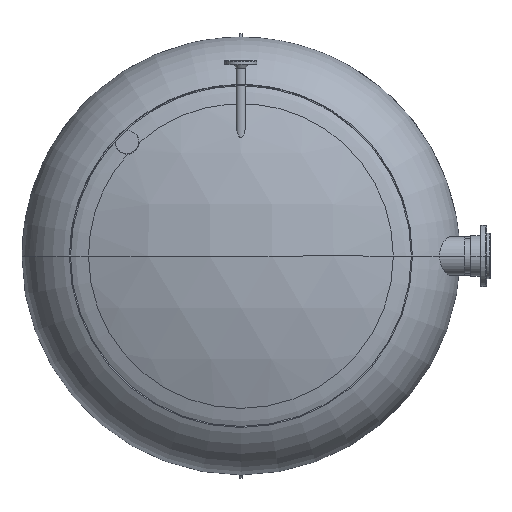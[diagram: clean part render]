
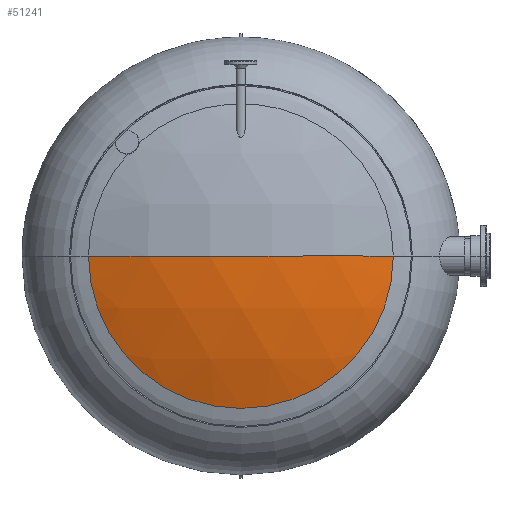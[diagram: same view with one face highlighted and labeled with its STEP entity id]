
A CAD part, front view. The second image highlights one B-rep face of the part: STEP entity #51241.
In plain terms, the highlighted spherical face has radius 2017 mm.
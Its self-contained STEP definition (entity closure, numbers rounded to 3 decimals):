
#1386 = EDGE_LOOP ( 'NONE', ( #34869, #20791 ) ) ;
#12901 = CARTESIAN_POINT ( 'NONE',  ( 1021.992, 129.385, -1021.992 ) ) ;
#13758 = AXIS2_PLACEMENT_3D ( 'NONE', #12901, #49241, #45020 ) ;
#14386 = DIRECTION ( 'NONE',  ( 0., -1., 0. ) ) ;
#20791 = ORIENTED_EDGE ( 'NONE', *, *, #37739, .F. ) ;
#22065 = CARTESIAN_POINT ( 'NONE',  ( 311.218, 129.385, -1021.992 ) ) ;
#23479 = CIRCLE ( 'NONE', #28530, 2017. ) ;
#24745 = DIRECTION ( 'NONE',  ( 1., 0., 0. ) ) ;
#27150 = CARTESIAN_POINT ( 'NONE',  ( 1732.765, 129.385, -1021.992 ) ) ;
#28202 = SPHERICAL_SURFACE ( 'NONE', #37342, 2017. ) ;
#28530 = AXIS2_PLACEMENT_3D ( 'NONE', #42050, #33615, #14386 ) ;
#29741 = CIRCLE ( 'NONE', #13758, 710.774 ) ;
#31320 = VERTEX_POINT ( 'NONE', #22065 ) ;
#32172 = FACE_OUTER_BOUND ( 'NONE', #1386, .T. ) ;
#33615 = DIRECTION ( 'NONE',  ( 0., 0., -1. ) ) ;
#34869 = ORIENTED_EDGE ( 'NONE', *, *, #44885, .T. ) ;
#36612 = CARTESIAN_POINT ( 'NONE',  ( 1021.992, 2017., -1021.992 ) ) ;
#37342 = AXIS2_PLACEMENT_3D ( 'NONE', #36612, #45043, #24745 ) ;
#37739 = EDGE_CURVE ( 'NONE', #46738, #31320, #29741, .T. ) ;
#42050 = CARTESIAN_POINT ( 'NONE',  ( 1021.992, 2017., -1021.992 ) ) ;
#44885 = EDGE_CURVE ( 'NONE', #46738, #31320, #23479, .T. ) ;
#45020 = DIRECTION ( 'NONE',  ( 1., 0., 0. ) ) ;
#45043 = DIRECTION ( 'NONE',  ( 0., 0., -1. ) ) ;
#46738 = VERTEX_POINT ( 'NONE', #27150 ) ;
#49241 = DIRECTION ( 'NONE',  ( 0., 1., 0. ) ) ;
#51241 = ADVANCED_FACE ( 'NONE', ( #32172 ), #28202, .T. ) ;
